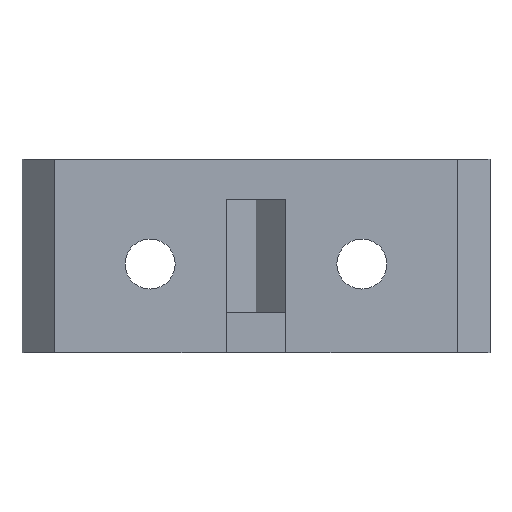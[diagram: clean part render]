
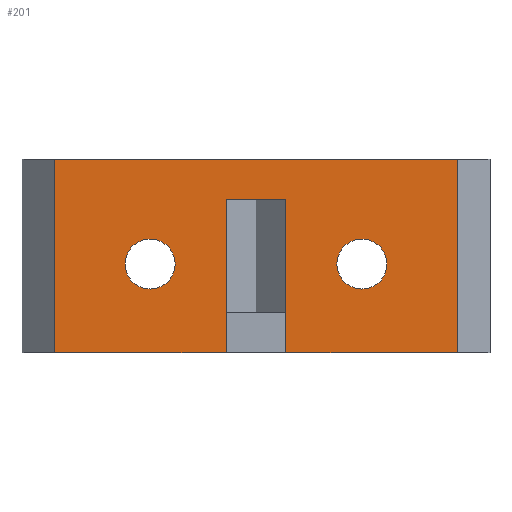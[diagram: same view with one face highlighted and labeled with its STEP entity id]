
A CAD part, left-side view. The second image highlights one B-rep face of the part: STEP entity #201.
In plain terms, the highlighted planar face has unit normal (-1, 0, 0).
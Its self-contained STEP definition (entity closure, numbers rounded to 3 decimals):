
#108=CARTESIAN_POINT('',(-29.,-12.5,0.0));
#109=DIRECTION('',(-1.0,0.,0.0));
#110=DIRECTION('',(0.0,0.0,1.0));
#111=AXIS2_PLACEMENT_3D('',#108,#109,#110);
#112=PLANE('',#111);
#113=CARTESIAN_POINT('',(-29.,1.843,0.0));
#114=VERTEX_POINT('',#113);
#115=CARTESIAN_POINT('',(-29.,1.843,9.5));
#116=VERTEX_POINT('',#115);
#117=CARTESIAN_POINT('',(-29.,1.843,0.0));
#118=DIRECTION('',(0.0,0.0,1.0));
#119=VECTOR('',#118,9.5);
#120=LINE('',#117,#119);
#121=EDGE_CURVE('',#114,#116,#120,.T.);
#122=ORIENTED_EDGE('',*,*,#121,.T.);
#123=CARTESIAN_POINT('',(-29.,-1.843,9.5));
#124=VERTEX_POINT('',#123);
#125=CARTESIAN_POINT('',(-29.,1.843,9.5));
#126=DIRECTION('',(0.0,-1.0,0.0));
#127=VECTOR('',#126,3.686);
#128=LINE('',#125,#127);
#129=EDGE_CURVE('',#116,#124,#128,.T.);
#130=ORIENTED_EDGE('',*,*,#129,.T.);
#131=CARTESIAN_POINT('',(-29.,-1.843,0.0));
#132=VERTEX_POINT('',#131);
#133=CARTESIAN_POINT('',(-29.,-1.843,9.5));
#134=DIRECTION('',(0.0,0.0,-1.0));
#135=VECTOR('',#134,9.5);
#136=LINE('',#133,#135);
#137=EDGE_CURVE('',#124,#132,#136,.T.);
#138=ORIENTED_EDGE('',*,*,#137,.T.);
#139=CARTESIAN_POINT('',(-29.,-12.5,0.0));
#140=VERTEX_POINT('',#139);
#141=CARTESIAN_POINT('',(-29.,-1.843,0.0));
#142=DIRECTION('',(0.,-1.0,0.0));
#143=VECTOR('',#142,10.657);
#144=LINE('',#141,#143);
#145=EDGE_CURVE('',#132,#140,#144,.T.);
#146=ORIENTED_EDGE('',*,*,#145,.T.);
#147=CARTESIAN_POINT('',(-29.,-12.5,12.));
#148=VERTEX_POINT('',#147);
#149=CARTESIAN_POINT('',(-29.,-12.5,0.0));
#150=DIRECTION('',(0.0,0.0,1.0));
#151=VECTOR('',#150,12.);
#152=LINE('',#149,#151);
#153=EDGE_CURVE('',#140,#148,#152,.T.);
#154=ORIENTED_EDGE('',*,*,#153,.T.);
#155=CARTESIAN_POINT('',(-29.,12.5,12.));
#156=VERTEX_POINT('',#155);
#157=CARTESIAN_POINT('',(-29.,-12.5,12.));
#158=DIRECTION('',(0.,1.0,0.0));
#159=VECTOR('',#158,25.);
#160=LINE('',#157,#159);
#161=EDGE_CURVE('',#148,#156,#160,.T.);
#162=ORIENTED_EDGE('',*,*,#161,.T.);
#163=CARTESIAN_POINT('',(-29.,12.5,0.0));
#164=VERTEX_POINT('',#163);
#165=CARTESIAN_POINT('',(-29.,12.5,0.0));
#166=DIRECTION('',(0.0,0.0,1.0));
#167=VECTOR('',#166,12.);
#168=LINE('',#165,#167);
#169=EDGE_CURVE('',#164,#156,#168,.T.);
#170=ORIENTED_EDGE('',*,*,#169,.F.);
#171=CARTESIAN_POINT('',(-29.,12.5,0.0));
#172=DIRECTION('',(0.,-1.0,0.0));
#173=VECTOR('',#172,10.657);
#174=LINE('',#171,#173);
#175=EDGE_CURVE('',#164,#114,#174,.T.);
#176=ORIENTED_EDGE('',*,*,#175,.T.);
#177=EDGE_LOOP('',(#122,#130,#138,#146,#154,#162,#170,#176));
#178=FACE_OUTER_BOUND('',#177,.T.);
#179=CARTESIAN_POINT('',(-29.,-6.563,7.05));
#180=VERTEX_POINT('',#179);
#181=CARTESIAN_POINT('',(-29.,-6.563,5.5));
#182=DIRECTION('',(1.0,0.,0.0));
#183=DIRECTION('',(0.0,0.0,-1.0));
#184=AXIS2_PLACEMENT_3D('',#181,#182,#183);
#185=CIRCLE('',#184,1.55);
#186=EDGE_CURVE('',#180,#180,#185,.T.);
#187=ORIENTED_EDGE('',*,*,#186,.T.);
#188=EDGE_LOOP('',(#187));
#189=FACE_BOUND('',#188,.T.);
#190=CARTESIAN_POINT('',(-29.,6.563,7.05));
#191=VERTEX_POINT('',#190);
#192=CARTESIAN_POINT('',(-29.,6.563,5.5));
#193=DIRECTION('',(1.0,0.,0.0));
#194=DIRECTION('',(0.0,0.0,-1.0));
#195=AXIS2_PLACEMENT_3D('',#192,#193,#194);
#196=CIRCLE('',#195,1.55);
#197=EDGE_CURVE('',#191,#191,#196,.T.);
#198=ORIENTED_EDGE('',*,*,#197,.T.);
#199=EDGE_LOOP('',(#198));
#200=FACE_BOUND('',#199,.T.);
#201=ADVANCED_FACE('',(#178,#189,#200),#112,.T.);
